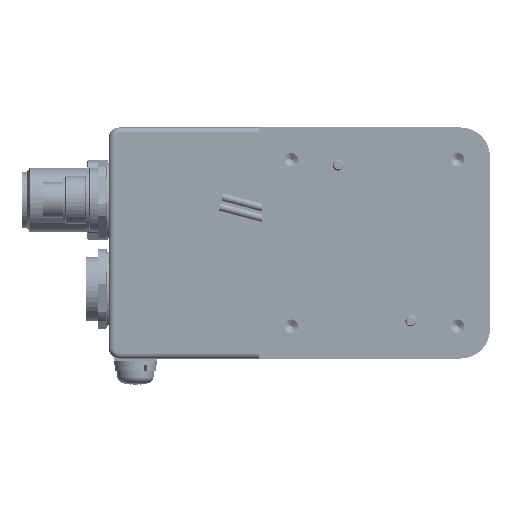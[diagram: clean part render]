
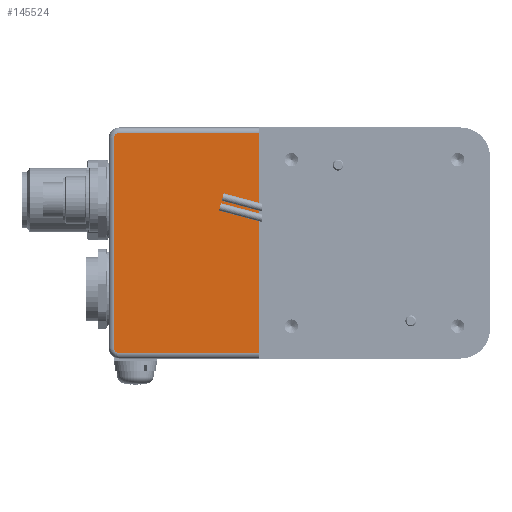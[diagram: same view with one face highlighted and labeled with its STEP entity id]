
A CAD part, left-side view. The second image highlights one B-rep face of the part: STEP entity #145524.
In plain terms, the highlighted planar face has unit normal (-1, 0, 0).
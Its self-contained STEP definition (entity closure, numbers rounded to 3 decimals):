
#409 = EDGE_CURVE ( 'NONE', #60318, #142709, #157174, .T. ) ;
#5655 = DIRECTION ( 'NONE',  ( -1., 0., 0. ) ) ;
#5789 = ORIENTED_EDGE ( 'NONE', *, *, #69505, .T. ) ;
#8255 = AXIS2_PLACEMENT_3D ( 'NONE', #89711, #77171, #90924 ) ;
#9059 = VERTEX_POINT ( 'NONE', #70341 ) ;
#12763 = VERTEX_POINT ( 'NONE', #161302 ) ;
#12845 = VECTOR ( 'NONE', #51260, 1000. ) ;
#14616 = CARTESIAN_POINT ( 'NONE',  ( -46., 43., -42. ) ) ;
#18298 = CIRCLE ( 'NONE', #106148, 1. ) ;
#19445 = CARTESIAN_POINT ( 'NONE',  ( -46., 69., -41. ) ) ;
#24328 = CARTESIAN_POINT ( 'NONE',  ( -46., 69., -2. ) ) ;
#32200 = AXIS2_PLACEMENT_3D ( 'NONE', #24328, #120155, #133864 ) ;
#38645 = CARTESIAN_POINT ( 'NONE',  ( -46., 43., -42. ) ) ;
#41016 = VECTOR ( 'NONE', #79260, 1000. ) ;
#46206 = VERTEX_POINT ( 'NONE', #38645 ) ;
#51260 = DIRECTION ( 'NONE',  ( 0., 0., -1. ) ) ;
#58981 = CARTESIAN_POINT ( 'NONE',  ( -46., 43., -1. ) ) ;
#60318 = VERTEX_POINT ( 'NONE', #107267 ) ;
#61262 = DIRECTION ( 'NONE',  ( 0., 0., -1. ) ) ;
#65737 = LINE ( 'NONE', #14616, #142862 ) ;
#69505 = EDGE_CURVE ( 'NONE', #142709, #9059, #18298, .T. ) ;
#70341 = CARTESIAN_POINT ( 'NONE',  ( -46., 69., -42. ) ) ;
#70744 = LINE ( 'NONE', #78172, #12845 ) ;
#73155 = DIRECTION ( 'NONE',  ( 0., 0., -1. ) ) ;
#73848 = EDGE_CURVE ( 'NONE', #9059, #46206, #65737, .T. ) ;
#77171 = DIRECTION ( 'NONE',  ( 1., 0., 0. ) ) ;
#77363 = LINE ( 'NONE', #92458, #41016 ) ;
#78172 = CARTESIAN_POINT ( 'NONE',  ( -46., 43., 0. ) ) ;
#79220 = ORIENTED_EDGE ( 'NONE', *, *, #170703, .T. ) ;
#79260 = DIRECTION ( 'NONE',  ( 0., 1., 0. ) ) ;
#80071 = VECTOR ( 'NONE', #73155, 1000. ) ;
#86304 = CARTESIAN_POINT ( 'NONE',  ( -46., 70., 0. ) ) ;
#89711 = CARTESIAN_POINT ( 'NONE',  ( -46., 0., 0. ) ) ;
#90924 = DIRECTION ( 'NONE',  ( 0., 0., -1. ) ) ;
#92458 = CARTESIAN_POINT ( 'NONE',  ( -46., 0., -1. ) ) ;
#95106 = CARTESIAN_POINT ( 'NONE',  ( -46., 70., -41. ) ) ;
#101939 = EDGE_LOOP ( 'NONE', ( #5789, #156430, #167889, #170244, #79220, #144242 ) ) ;
#106148 = AXIS2_PLACEMENT_3D ( 'NONE', #19445, #5655, #61262 ) ;
#107267 = CARTESIAN_POINT ( 'NONE',  ( -46., 70., -2. ) ) ;
#109939 = EDGE_CURVE ( 'NONE', #151149, #12763, #77363, .T. ) ;
#120155 = DIRECTION ( 'NONE',  ( -1., 0., 0. ) ) ;
#133864 = DIRECTION ( 'NONE',  ( 0., 0., -1. ) ) ;
#138149 = EDGE_CURVE ( 'NONE', #151149, #46206, #70744, .T. ) ;
#142709 = VERTEX_POINT ( 'NONE', #95106 ) ;
#142862 = VECTOR ( 'NONE', #174363, 1000. ) ;
#144242 = ORIENTED_EDGE ( 'NONE', *, *, #409, .T. ) ;
#145524 = ADVANCED_FACE ( 'NONE', ( #161672 ), #159182, .F. ) ;
#150998 = CIRCLE ( 'NONE', #32200, 1. ) ;
#151149 = VERTEX_POINT ( 'NONE', #58981 ) ;
#156430 = ORIENTED_EDGE ( 'NONE', *, *, #73848, .T. ) ;
#157174 = LINE ( 'NONE', #86304, #80071 ) ;
#159182 = PLANE ( 'NONE',  #8255 ) ;
#161302 = CARTESIAN_POINT ( 'NONE',  ( -46., 69., -1. ) ) ;
#161672 = FACE_OUTER_BOUND ( 'NONE', #101939, .T. ) ;
#167889 = ORIENTED_EDGE ( 'NONE', *, *, #138149, .F. ) ;
#170244 = ORIENTED_EDGE ( 'NONE', *, *, #109939, .T. ) ;
#170703 = EDGE_CURVE ( 'NONE', #12763, #60318, #150998, .T. ) ;
#174363 = DIRECTION ( 'NONE',  ( 0., -1., 0. ) ) ;
